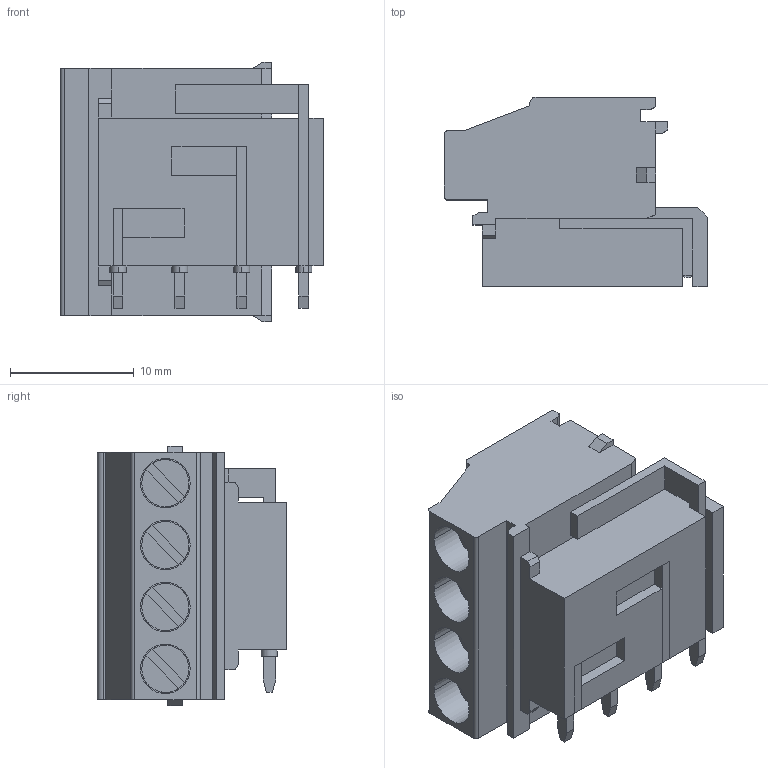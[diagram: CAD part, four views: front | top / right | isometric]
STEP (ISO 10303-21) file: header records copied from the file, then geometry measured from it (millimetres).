
FILE_DESCRIPTION((''),'2;1');
FILE_NAME('PHOENIX_2908472.stp','2012-04-02T09:03:00',(''),(''),'Mechanical Desktop 2011','Mechanical Desktop 2011',', , ');
FILE_SCHEMA(('AUTOMOTIVE_DESIGN { 1 2 10303 214 1 1 1 1 }'));
Length unit declared in the file: millimetre
Products named in the file (1): Product
Bounding box: 21.25 x 15.3 x 20.95 mm (x, y, z)
Volume: 3931 mm3; surface area: 3103.1 mm2
Topology: 24 solids, 24 shells, 312 faces, 737 edges, 478 vertices
Faces by surface type: plane 214, bspline 62, cylinder 36
Entity records: 8840 total; most frequent: CARTESIAN_POINT 1714, ORIENTED_EDGE 1474, DIRECTION 1327, EDGE_CURVE 737, VECTOR 649, LINE 649, VERTEX_POINT 478, AXIS2_PLACEMENT_3D 339
